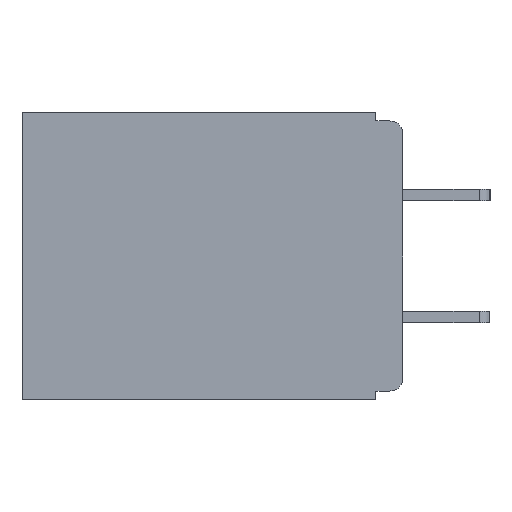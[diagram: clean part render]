
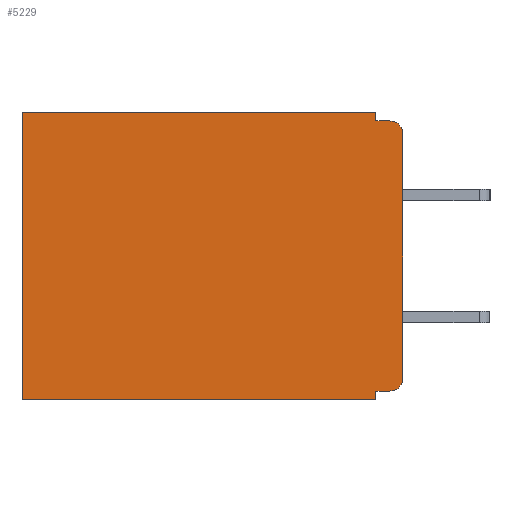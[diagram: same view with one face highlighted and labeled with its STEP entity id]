
A CAD part, left-side view. The second image highlights one B-rep face of the part: STEP entity #5229.
In plain terms, the highlighted planar face has unit normal (-1, 0, 0).
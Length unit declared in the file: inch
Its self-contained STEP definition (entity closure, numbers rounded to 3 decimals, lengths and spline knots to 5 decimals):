
#256 = VERTEX_POINT ( 'NONE', #12367 ) ;
#364 = DIRECTION ( 'NONE',  ( 0., 0., -1. ) ) ;
#453 = FACE_OUTER_BOUND ( 'NONE', #2576, .T. ) ;
#981 = DIRECTION ( 'NONE',  ( 0., 1., 0. ) ) ;
#1061 = CARTESIAN_POINT ( 'NONE',  ( 0.3, 0., 0. ) ) ;
#2127 = EDGE_CURVE ( 'NONE', #27540, #23757, #19915, .T. ) ;
#2230 = LINE ( 'NONE', #17621, #24706 ) ;
#2576 = EDGE_LOOP ( 'NONE', ( #5653, #11435, #15838, #12959, #28628, #4352, #13367, #16972, #25388, #17353 ) ) ;
#3352 = CARTESIAN_POINT ( 'NONE',  ( 0.3, 0.015, -0.32 ) ) ;
#3373 = CARTESIAN_POINT ( 'NONE',  ( 0.3, 0., -0.33 ) ) ;
#3551 = VERTEX_POINT ( 'NONE', #4750 ) ;
#3901 = VERTEX_POINT ( 'NONE', #3352 ) ;
#4352 = ORIENTED_EDGE ( 'NONE', *, *, #27661, .T. ) ;
#4750 = CARTESIAN_POINT ( 'NONE',  ( 0.3, 0.031, 0. ) ) ;
#4788 = CARTESIAN_POINT ( 'NONE',  ( 0.3, 0., -0.305 ) ) ;
#4823 = CARTESIAN_POINT ( 'NONE',  ( 0.3, 0., -0.33 ) ) ;
#5229 = ADVANCED_FACE ( 'NONE', ( #453 ), #15645, .F. ) ;
#5275 = CARTESIAN_POINT ( 'NONE',  ( 0.3, 0.015, -0.305 ) ) ;
#5606 = CARTESIAN_POINT ( 'NONE',  ( 0.3, 0.015, -0.01 ) ) ;
#5653 = ORIENTED_EDGE ( 'NONE', *, *, #2127, .F. ) ;
#6136 = DIRECTION ( 'NONE',  ( 0., 0., -1. ) ) ;
#6844 = VECTOR ( 'NONE', #18640, 39.37008 ) ;
#7600 = DIRECTION ( 'NONE',  ( 0., 0., -1. ) ) ;
#7980 = VERTEX_POINT ( 'NONE', #23796 ) ;
#8076 = EDGE_CURVE ( 'NONE', #3901, #7980, #18384, .T. ) ;
#8299 = CARTESIAN_POINT ( 'NONE',  ( 0.3, 0.031, -0.33 ) ) ;
#8304 = LINE ( 'NONE', #4823, #6844 ) ;
#8469 = VERTEX_POINT ( 'NONE', #25694 ) ;
#8591 = EDGE_CURVE ( 'NONE', #3551, #256, #11486, .T. ) ;
#8664 = AXIS2_PLACEMENT_3D ( 'NONE', #21753, #12042, #12170 ) ;
#9189 = VECTOR ( 'NONE', #12195, 39.37008 ) ;
#9667 = VERTEX_POINT ( 'NONE', #10331 ) ;
#10331 = CARTESIAN_POINT ( 'NONE',  ( 0.3, 0.437, 0. ) ) ;
#10354 = EDGE_CURVE ( 'NONE', #3551, #9667, #22653, .T. ) ;
#10653 = CIRCLE ( 'NONE', #14302, 0.015 ) ;
#11435 = ORIENTED_EDGE ( 'NONE', *, *, #27042, .T. ) ;
#11486 = LINE ( 'NONE', #13305, #23101 ) ;
#11886 = CARTESIAN_POINT ( 'NONE',  ( 0.3, 0.437, -0.33 ) ) ;
#12042 = DIRECTION ( 'NONE',  ( 1., 0., 0. ) ) ;
#12170 = DIRECTION ( 'NONE',  ( 0., 0., -1. ) ) ;
#12195 = DIRECTION ( 'NONE',  ( 0., -1., 0. ) ) ;
#12367 = CARTESIAN_POINT ( 'NONE',  ( 0.3, 0.031, -0.01 ) ) ;
#12954 = VECTOR ( 'NONE', #981, 39.37008 ) ;
#12958 = EDGE_CURVE ( 'NONE', #15921, #8469, #8304, .T. ) ;
#12959 = ORIENTED_EDGE ( 'NONE', *, *, #8591, .F. ) ;
#13046 = DIRECTION ( 'NONE',  ( 0., 0., -1. ) ) ;
#13215 = VERTEX_POINT ( 'NONE', #5606 ) ;
#13305 = CARTESIAN_POINT ( 'NONE',  ( 0.3, 0.031, 0. ) ) ;
#13367 = ORIENTED_EDGE ( 'NONE', *, *, #12958, .F. ) ;
#13774 = VECTOR ( 'NONE', #13046, 39.37008 ) ;
#14245 = DIRECTION ( 'NONE',  ( -1., 0., 0. ) ) ;
#14302 = AXIS2_PLACEMENT_3D ( 'NONE', #5275, #21455, #7600 ) ;
#14574 = LINE ( 'NONE', #23790, #9189 ) ;
#14928 = DIRECTION ( 'NONE',  ( 0., 1., 0. ) ) ;
#15645 = PLANE ( 'NONE',  #8664 ) ;
#15711 = EDGE_CURVE ( 'NONE', #3901, #23757, #10653, .T. ) ;
#15838 = ORIENTED_EDGE ( 'NONE', *, *, #16246, .F. ) ;
#15921 = VERTEX_POINT ( 'NONE', #8299 ) ;
#15942 = CARTESIAN_POINT ( 'NONE',  ( 0.3, 0., -0.025 ) ) ;
#16246 = EDGE_CURVE ( 'NONE', #256, #13215, #14574, .T. ) ;
#16972 = ORIENTED_EDGE ( 'NONE', *, *, #24719, .F. ) ;
#17353 = ORIENTED_EDGE ( 'NONE', *, *, #15711, .T. ) ;
#17621 = CARTESIAN_POINT ( 'NONE',  ( 0.3, 0.031, -0.33 ) ) ;
#18384 = LINE ( 'NONE', #24197, #12954 ) ;
#18640 = DIRECTION ( 'NONE',  ( 0., 1., 0. ) ) ;
#19915 = LINE ( 'NONE', #3373, #13774 ) ;
#21313 = CIRCLE ( 'NONE', #23301, 0.015 ) ;
#21455 = DIRECTION ( 'NONE',  ( -1., 0., 0. ) ) ;
#21661 = VECTOR ( 'NONE', #28139, 39.37008 ) ;
#21753 = CARTESIAN_POINT ( 'NONE',  ( 0.3, 0., -0.33 ) ) ;
#22635 = DIRECTION ( 'NONE',  ( 0., 0., -1. ) ) ;
#22653 = LINE ( 'NONE', #1061, #28130 ) ;
#23101 = VECTOR ( 'NONE', #22635, 39.37008 ) ;
#23301 = AXIS2_PLACEMENT_3D ( 'NONE', #28184, #14245, #364 ) ;
#23757 = VERTEX_POINT ( 'NONE', #4788 ) ;
#23790 = CARTESIAN_POINT ( 'NONE',  ( 0.3, 0., -0.01 ) ) ;
#23796 = CARTESIAN_POINT ( 'NONE',  ( 0.3, 0.031, -0.32 ) ) ;
#24197 = CARTESIAN_POINT ( 'NONE',  ( 0.3, 0., -0.32 ) ) ;
#24706 = VECTOR ( 'NONE', #6136, 39.37008 ) ;
#24719 = EDGE_CURVE ( 'NONE', #7980, #15921, #2230, .T. ) ;
#25388 = ORIENTED_EDGE ( 'NONE', *, *, #8076, .F. ) ;
#25694 = CARTESIAN_POINT ( 'NONE',  ( 0.3, 0.437, -0.33 ) ) ;
#27042 = EDGE_CURVE ( 'NONE', #27540, #13215, #21313, .T. ) ;
#27121 = LINE ( 'NONE', #11886, #21661 ) ;
#27540 = VERTEX_POINT ( 'NONE', #15942 ) ;
#27661 = EDGE_CURVE ( 'NONE', #9667, #8469, #27121, .T. ) ;
#28130 = VECTOR ( 'NONE', #14928, 39.37008 ) ;
#28139 = DIRECTION ( 'NONE',  ( 0., 0., -1. ) ) ;
#28184 = CARTESIAN_POINT ( 'NONE',  ( 0.3, 0.015, -0.025 ) ) ;
#28628 = ORIENTED_EDGE ( 'NONE', *, *, #10354, .T. ) ;
